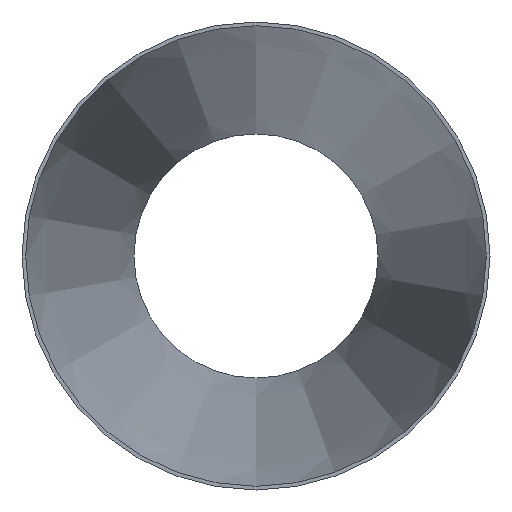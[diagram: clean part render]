
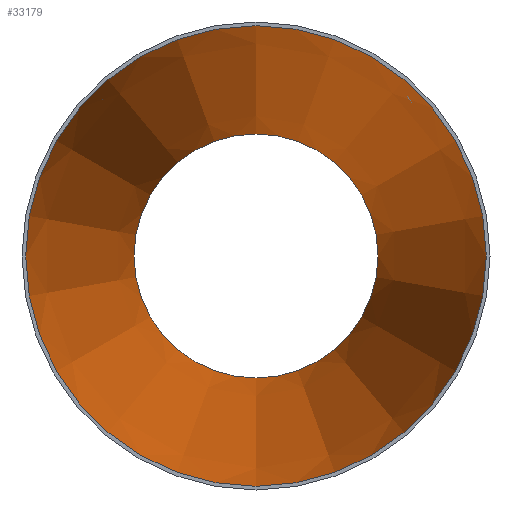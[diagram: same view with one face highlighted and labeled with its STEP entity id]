
A CAD part, front view. The second image highlights one B-rep face of the part: STEP entity #33179.
In plain terms, the highlighted conical face has half-angle 8.356 degrees and reference radius 249.957 mm.
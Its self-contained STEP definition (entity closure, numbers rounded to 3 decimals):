
#496 = FACE_BOUND ( 'NONE', #13247, .T. ) ;
#6318 = AXIS2_PLACEMENT_3D ( 'NONE', #33299, #15162, #38267 ) ;
#7262 = CIRCLE ( 'NONE', #12252, 249.957 ) ;
#9244 = CIRCLE ( 'NONE', #59063, 132.457 ) ;
#11194 = EDGE_LOOP ( 'NONE', ( #20183 ) ) ;
#12252 = AXIS2_PLACEMENT_3D ( 'NONE', #26972, #17577, #27286 ) ;
#13247 = EDGE_LOOP ( 'NONE', ( #20433 ) ) ;
#15162 = DIRECTION ( 'NONE',  ( 0., -1., 0. ) ) ;
#17577 = DIRECTION ( 'NONE',  ( 0., -1., 0. ) ) ;
#20183 = ORIENTED_EDGE ( 'NONE', *, *, #37383, .T. ) ;
#20433 = ORIENTED_EDGE ( 'NONE', *, *, #54162, .F. ) ;
#21808 = VERTEX_POINT ( 'NONE', #26513 ) ;
#23039 = VERTEX_POINT ( 'NONE', #59868 ) ;
#26274 = CONICAL_SURFACE ( 'NONE', #6318, 249.957, 0.146 ) ;
#26513 = CARTESIAN_POINT ( 'NONE',  ( 0., 800., -132.457 ) ) ;
#26965 = DIRECTION ( 'NONE',  ( 0., -1., 0. ) ) ;
#26972 = CARTESIAN_POINT ( 'NONE',  ( 0., 0., 0. ) ) ;
#27286 = DIRECTION ( 'NONE',  ( 0., 0., -1. ) ) ;
#33179 = ADVANCED_FACE ( 'NONE', ( #496, #39190 ), #26274, .F. ) ;
#33299 = CARTESIAN_POINT ( 'NONE',  ( 0., 0., 0. ) ) ;
#37383 = EDGE_CURVE ( 'NONE', #23039, #23039, #7262, .T. ) ;
#38267 = DIRECTION ( 'NONE',  ( 0., 0., -1. ) ) ;
#39190 = FACE_OUTER_BOUND ( 'NONE', #11194, .T. ) ;
#41944 = DIRECTION ( 'NONE',  ( 0., 0., -1. ) ) ;
#51000 = CARTESIAN_POINT ( 'NONE',  ( 0., 800., 0. ) ) ;
#54162 = EDGE_CURVE ( 'NONE', #21808, #21808, #9244, .T. ) ;
#59063 = AXIS2_PLACEMENT_3D ( 'NONE', #51000, #26965, #41944 ) ;
#59868 = CARTESIAN_POINT ( 'NONE',  ( 0., 0., -249.957 ) ) ;
